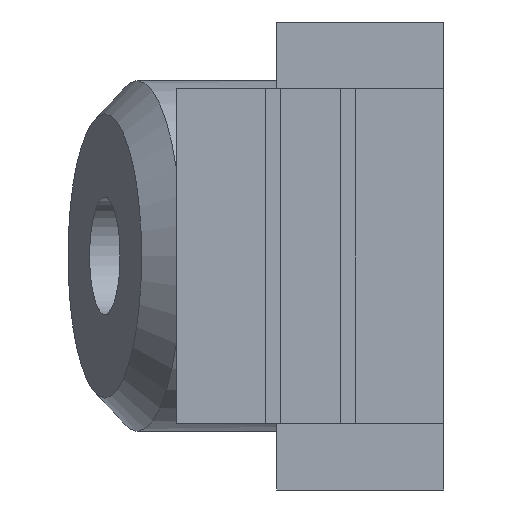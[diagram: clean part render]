
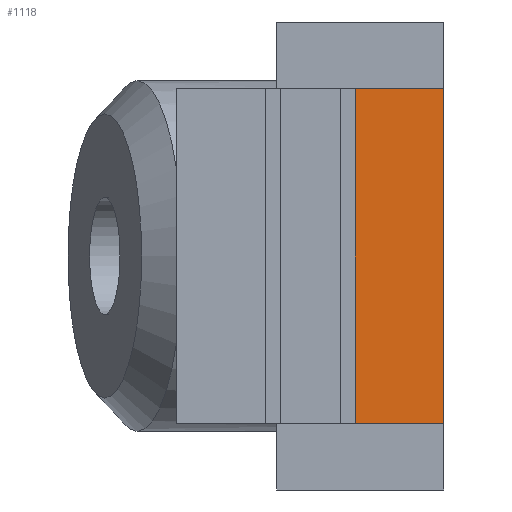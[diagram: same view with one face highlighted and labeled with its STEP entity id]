
A CAD part, left-side view. The second image highlights one B-rep face of the part: STEP entity #1118.
In plain terms, the highlighted planar face has unit normal (-1, 0, 0).
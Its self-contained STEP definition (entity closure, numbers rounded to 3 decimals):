
#130=FACE_OUTER_BOUND('',#196,.T.);
#196=EDGE_LOOP('',(#758,#759,#760,#761));
#284=LINE('',#1685,#383);
#285=LINE('',#1687,#384);
#286=LINE('',#1689,#385);
#287=LINE('',#1690,#386);
#383=VECTOR('',#1326,10.);
#384=VECTOR('',#1327,10.);
#385=VECTOR('',#1328,10.);
#386=VECTOR('',#1329,10.);
#481=VERTEX_POINT('',#1683);
#482=VERTEX_POINT('',#1684);
#483=VERTEX_POINT('',#1686);
#484=VERTEX_POINT('',#1688);
#592=EDGE_CURVE('',#481,#482,#284,.T.);
#593=EDGE_CURVE('',#482,#483,#285,.T.);
#594=EDGE_CURVE('',#484,#483,#286,.T.);
#595=EDGE_CURVE('',#484,#481,#287,.T.);
#758=ORIENTED_EDGE('',*,*,#592,.T.);
#759=ORIENTED_EDGE('',*,*,#593,.T.);
#760=ORIENTED_EDGE('',*,*,#594,.F.);
#761=ORIENTED_EDGE('',*,*,#595,.T.);
#1082=PLANE('',#1186);
#1118=ADVANCED_FACE('',(#130),#1082,.T.);
#1186=AXIS2_PLACEMENT_3D('',#1682,#1324,#1325);
#1324=DIRECTION('center_axis',(-1.,0.,0.));
#1325=DIRECTION('ref_axis',(0.,0.,1.));
#1326=DIRECTION('',(0.,0.,-1.));
#1327=DIRECTION('',(0.,-1.,0.));
#1328=DIRECTION('',(0.,0.,-1.));
#1329=DIRECTION('',(0.,1.,0.));
#1682=CARTESIAN_POINT('Origin',(-111.5,10.5,0.));
#1683=CARTESIAN_POINT('',(-111.5,2.65,5.));
#1684=CARTESIAN_POINT('',(-111.5,2.65,-5.));
#1685=CARTESIAN_POINT('',(-111.5,2.65,2.5));
#1686=CARTESIAN_POINT('',(-111.5,0.,-5.));
#1687=CARTESIAN_POINT('',(-111.5,3.,-5.));
#1688=CARTESIAN_POINT('',(-111.5,0.,5.));
#1689=CARTESIAN_POINT('',(-111.5,0.,20.));
#1690=CARTESIAN_POINT('',(-111.5,9.25,5.));
